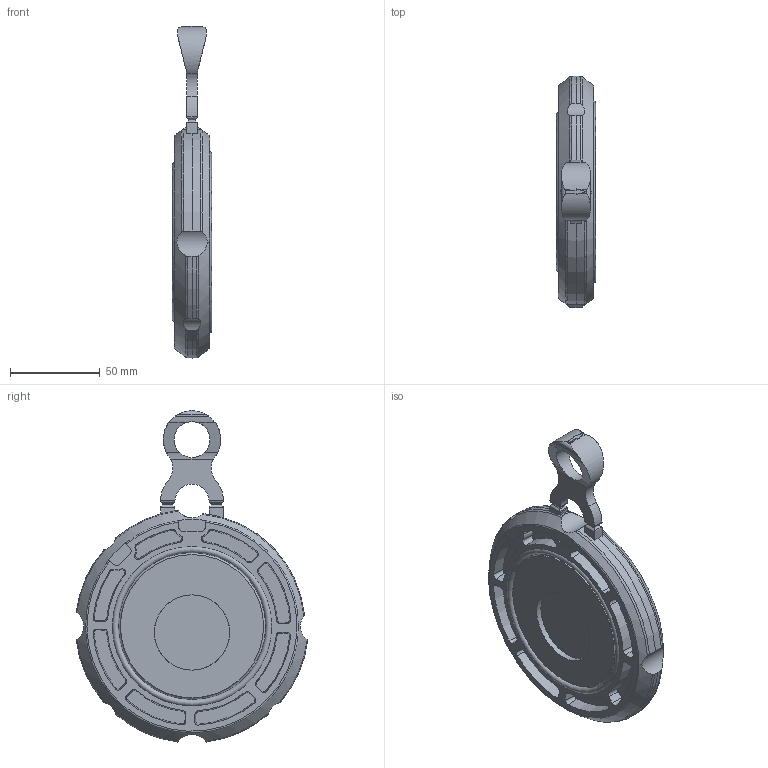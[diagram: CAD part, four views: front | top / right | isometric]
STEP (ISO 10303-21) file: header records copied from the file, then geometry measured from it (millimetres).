
FILE_DESCRIPTION((''),'2;1');
FILE_NAME('PV30091F065.stp','2022-02-18T11:07:59',('RL'),(''),'Autodesk Inventor 2012','Autodesk Inventor 2012','');
FILE_SCHEMA(('AUTOMOTIVE_DESIGN { 1 0 10303 214 1 1 1 1 }'));
Length unit declared in the file: millimetre
Products named in the file (1): PV30091F065
Bounding box: 21.86 x 129.04 x 185.02 mm (x, y, z)
Volume: 206430.1 mm3; surface area: 52814.9 mm2
Topology: 1 solids, 1 shells, 406 faces, 1211 edges, 814 vertices
Faces by surface type: plane 165, cylinder 114, cone 84, torus 43
Full cylindrical faces by diameter (mm): 0.88 x2, 0.9 x3, 8 x2, 9 x2, 20 x1, 42 x1, 79.8 x1, 85.8 x1, 92.5 x1, 98.5 x1
Entity records: 15372 total; most frequent: CARTESIAN_POINT 4149, ORIENTED_EDGE 2348, DIRECTION 2212, EDGE_CURVE 1174, AXIS2_PLACEMENT_3D 851, VERTEX_POINT 802, VECTOR 510, LINE 510
